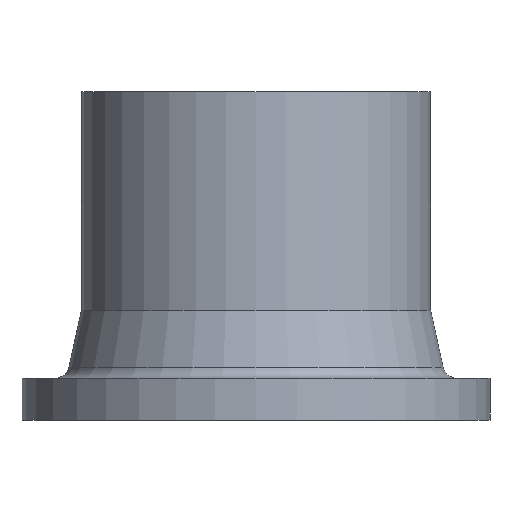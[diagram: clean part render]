
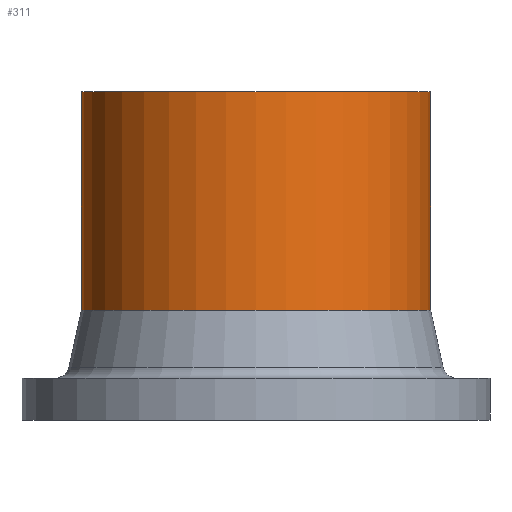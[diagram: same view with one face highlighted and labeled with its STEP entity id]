
A CAD part, front view. The second image highlights one B-rep face of the part: STEP entity #311.
In plain terms, the highlighted cylindrical face has radius 100 mm (diameter 200 mm), a partial arc.
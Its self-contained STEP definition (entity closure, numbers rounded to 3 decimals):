
#15 = LINE ( 'NONE', #164, #94 ) ;
#16 = CARTESIAN_POINT ( 'NONE',  ( 100., 0., 188. ) ) ;
#18 = CARTESIAN_POINT ( 'NONE',  ( -100., 0., 63. ) ) ;
#51 = CARTESIAN_POINT ( 'NONE',  ( 0., 0., 63. ) ) ;
#77 = VECTOR ( 'NONE', #173, 1000. ) ;
#84 = CIRCLE ( 'NONE', #191, 100. ) ;
#94 = VECTOR ( 'NONE', #465, 1000. ) ;
#98 = ORIENTED_EDGE ( 'NONE', *, *, #399, .T. ) ;
#103 = CARTESIAN_POINT ( 'NONE',  ( 100., 0., 0. ) ) ;
#117 = EDGE_CURVE ( 'NONE', #353, #196, #362, .T. ) ;
#120 = CARTESIAN_POINT ( 'NONE',  ( 100., 0., 63. ) ) ;
#122 = DIRECTION ( 'NONE',  ( -1., 0., 0. ) ) ;
#126 = CYLINDRICAL_SURFACE ( 'NONE', #456, 100. ) ;
#129 = DIRECTION ( 'NONE',  ( 0., 0., -1. ) ) ;
#152 = VERTEX_POINT ( 'NONE', #278 ) ;
#164 = CARTESIAN_POINT ( 'NONE',  ( -100., 0., 0. ) ) ;
#170 = DIRECTION ( 'NONE',  ( 0., 0., -1. ) ) ;
#173 = DIRECTION ( 'NONE',  ( 0., 0., -1. ) ) ;
#191 = AXIS2_PLACEMENT_3D ( 'NONE', #319, #170, #122 ) ;
#194 = CIRCLE ( 'NONE', #282, 100. ) ;
#196 = VERTEX_POINT ( 'NONE', #120 ) ;
#202 = CARTESIAN_POINT ( 'NONE',  ( 0., 0., 0. ) ) ;
#212 = ORIENTED_EDGE ( 'NONE', *, *, #287, .F. ) ;
#223 = EDGE_LOOP ( 'NONE', ( #472, #332, #98, #212 ) ) ;
#278 = CARTESIAN_POINT ( 'NONE',  ( -100., 0., 188. ) ) ;
#282 = AXIS2_PLACEMENT_3D ( 'NONE', #51, #129, #464 ) ;
#287 = EDGE_CURVE ( 'NONE', #196, #371, #194, .T. ) ;
#311 = ADVANCED_FACE ( 'NONE', ( #430 ), #126, .T. ) ;
#317 = DIRECTION ( 'NONE',  ( 0., 0., -1. ) ) ;
#319 = CARTESIAN_POINT ( 'NONE',  ( 0., 0., 188. ) ) ;
#331 = EDGE_CURVE ( 'NONE', #353, #152, #84, .T. ) ;
#332 = ORIENTED_EDGE ( 'NONE', *, *, #331, .T. ) ;
#353 = VERTEX_POINT ( 'NONE', #16 ) ;
#358 = DIRECTION ( 'NONE',  ( -1., 0., 0. ) ) ;
#362 = LINE ( 'NONE', #103, #77 ) ;
#371 = VERTEX_POINT ( 'NONE', #18 ) ;
#399 = EDGE_CURVE ( 'NONE', #152, #371, #15, .T. ) ;
#430 = FACE_OUTER_BOUND ( 'NONE', #223, .T. ) ;
#456 = AXIS2_PLACEMENT_3D ( 'NONE', #202, #317, #358 ) ;
#464 = DIRECTION ( 'NONE',  ( -1., 0., 0. ) ) ;
#465 = DIRECTION ( 'NONE',  ( 0., 0., -1. ) ) ;
#472 = ORIENTED_EDGE ( 'NONE', *, *, #117, .F. ) ;
